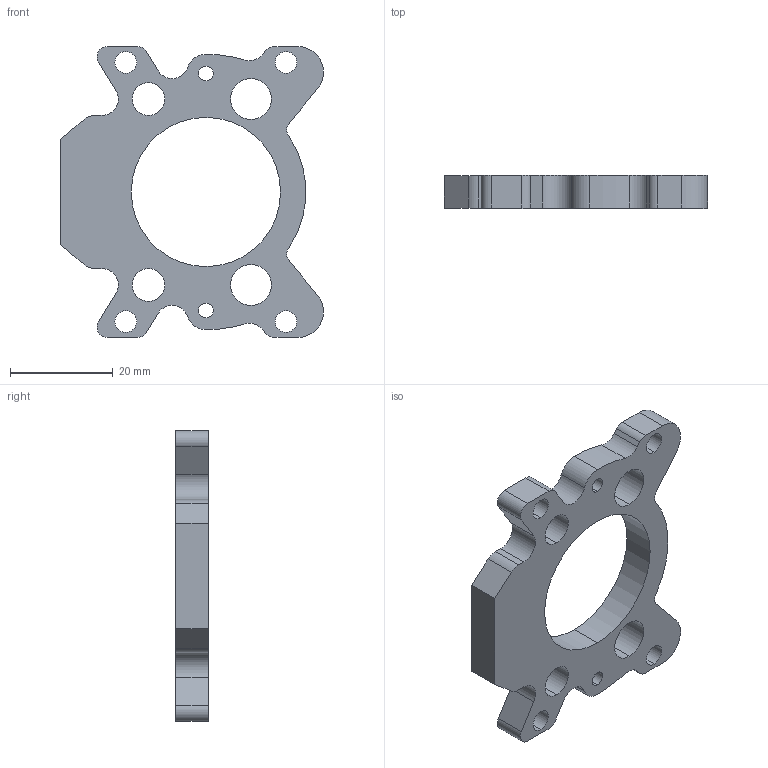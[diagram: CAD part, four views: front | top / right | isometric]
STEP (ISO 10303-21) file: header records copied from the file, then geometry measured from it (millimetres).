
FILE_DESCRIPTION (( 'STEP AP203' ), '1' );
FILE_NAME ('EncoderPlate.STEP', '2018-08-23T12:39:46', ( '' ), ( '' ), 'SwSTEP 2.0', 'SolidWorks 2016', '' );
FILE_SCHEMA (( 'CONFIG_CONTROL_DESIGN' ));
Length unit declared in the file: millimetre
Products named in the file (1): EncoderPlate
Bounding box: 51.12 x 6.35 x 56.52 mm (x, y, z)
Volume: 8777.5 mm3; surface area: 5821 mm2
Topology: 1 solids, 1 shells, 66 faces, 192 edges, 128 vertices
Faces by surface type: cylinder 47, plane 19
Entity records: 2351 total; most frequent: DIRECTION 420, CARTESIAN_POINT 387, ORIENTED_EDGE 384, EDGE_CURVE 192, AXIS2_PLACEMENT_3D 161, VERTEX_POINT 128, VECTOR 98, LINE 98
